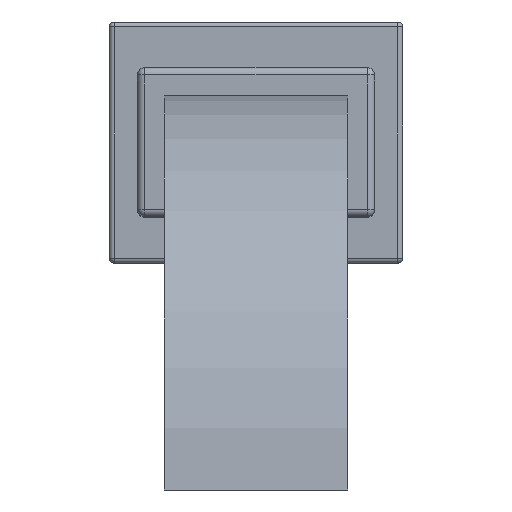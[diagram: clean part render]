
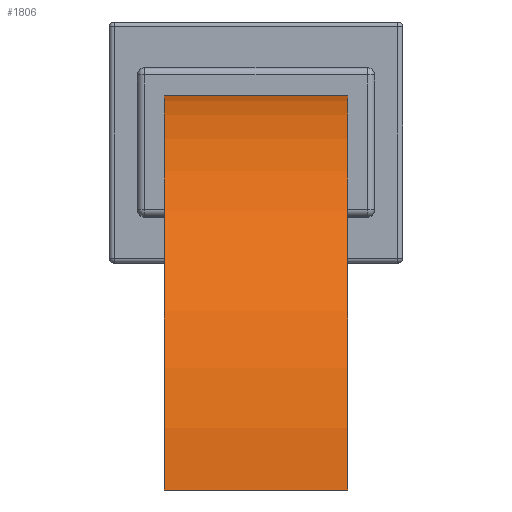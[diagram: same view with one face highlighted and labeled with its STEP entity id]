
A CAD part, top view. The second image highlights one B-rep face of the part: STEP entity #1806.
In plain terms, the highlighted cylindrical face has radius 81.61 mm (diameter 163.22 mm), a partial arc.
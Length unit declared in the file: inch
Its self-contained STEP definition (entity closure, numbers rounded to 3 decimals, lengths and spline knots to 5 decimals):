
#759=CARTESIAN_POINT('',(-0.75,-2.838,3.75003));
#760=DIRECTION('',(1.,0.,0.));
#761=DIRECTION('',(0.,1.,0.));
#762=AXIS2_PLACEMENT_3D('',#759,#760,#761);
#767=DIRECTION('',(-1.,0.,0.));
#768=VECTOR('',#767,1.5);
#769=CARTESIAN_POINT('',(0.75,0.375,3.75003));
#770=LINE('',#769,#768);
#774=CARTESIAN_POINT('',(0.75,-2.838,3.75003));
#775=DIRECTION('',(1.,0.,0.));
#776=DIRECTION('',(0.,1.,0.));
#777=AXIS2_PLACEMENT_3D('',#774,#775,#776);
#782=DIRECTION('',(-1.,0.,0.));
#783=VECTOR('',#782,1.5);
#784=CARTESIAN_POINT('',(0.75,-2.85159,6.963));
#785=LINE('',#784,#783);
#905=CARTESIAN_POINT('',(0.75,0.375,3.75003));
#906=CARTESIAN_POINT('',(-0.75,0.375,3.75003));
#907=VERTEX_POINT('',#905);
#908=VERTEX_POINT('',#906);
#913=CARTESIAN_POINT('',(0.75,-2.85159,6.963));
#914=CARTESIAN_POINT('',(-0.75,-2.85159,6.963));
#915=VERTEX_POINT('',#913);
#916=VERTEX_POINT('',#914);
#1794=CARTESIAN_POINT('',(-1.,-2.838,3.75003));
#1795=DIRECTION('',(1.,0.,0.));
#1796=DIRECTION('',(0.,-1.,0.));
#1797=AXIS2_PLACEMENT_3D('',#1794,#1795,#1796);
#1798=CYLINDRICAL_SURFACE('',#1797,3.213);
#1799=ORIENTED_EDGE('',*,*,#1690,.F.);
#1800=ORIENTED_EDGE('',*,*,#1721,.T.);
#1802=ORIENTED_EDGE('',*,*,#1801,.T.);
#1803=ORIENTED_EDGE('',*,*,#1772,.F.);
#1804=EDGE_LOOP('',(#1799,#1800,#1802,#1803));
#1805=FACE_OUTER_BOUND('',#1804,.F.);
#763=CIRCLE('',#762,3.213);
#778=CIRCLE('',#777,3.213);
#1690=EDGE_CURVE('',#907,#908,#770,.T.);
#1721=EDGE_CURVE('',#907,#915,#778,.T.);
#1772=EDGE_CURVE('',#908,#916,#763,.T.);
#1801=EDGE_CURVE('',#915,#916,#785,.T.);
#1806=ADVANCED_FACE('',(#1805),#1798,.T.);
